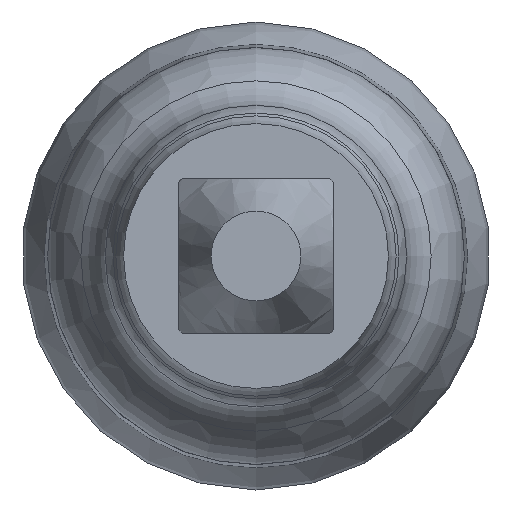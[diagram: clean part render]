
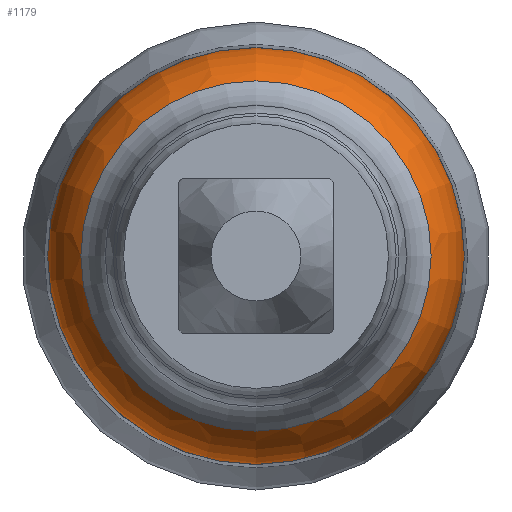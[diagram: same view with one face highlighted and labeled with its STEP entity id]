
A CAD part, left-side view. The second image highlights one B-rep face of the part: STEP entity #1179.
In plain terms, the highlighted toroidal (fillet/blend) face has major radius 0.343 mm and minor radius 0.483 mm.
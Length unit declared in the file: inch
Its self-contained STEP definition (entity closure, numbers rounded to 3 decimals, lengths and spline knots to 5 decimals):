
#50 = VERTEX_POINT ( 'NONE', #512 ) ;
#111 = EDGE_LOOP ( 'NONE', ( #250 ) ) ;
#137 = FACE_OUTER_BOUND ( 'NONE', #111, .T. ) ;
#198 = EDGE_CURVE ( 'NONE', #50, #50, #915, .T. ) ;
#233 = TOROIDAL_SURFACE ( 'NONE', #324, 0.0135, 0.019 ) ;
#238 = DIRECTION ( 'NONE',  ( -1., 0., 0. ) ) ;
#250 = ORIENTED_EDGE ( 'NONE', *, *, #425, .T. ) ;
#324 = AXIS2_PLACEMENT_3D ( 'NONE', #676, #238, #602 ) ;
#326 = FACE_OUTER_BOUND ( 'NONE', #1070, .T. ) ;
#374 = CARTESIAN_POINT ( 'NONE',  ( 0.11463, 0., 0. ) ) ;
#425 = EDGE_CURVE ( 'NONE', #1063, #1063, #785, .T. ) ;
#465 = DIRECTION ( 'NONE',  ( 0., 0., 1. ) ) ;
#477 = CARTESIAN_POINT ( 'NONE',  ( 0.10161, 0., 0. ) ) ;
#512 = CARTESIAN_POINT ( 'NONE',  ( 0.10161, 0., 0.02732 ) ) ;
#558 = DIRECTION ( 'NONE',  ( -1., 0., 0. ) ) ;
#602 = DIRECTION ( 'NONE',  ( 0., 0., 1. ) ) ;
#620 = AXIS2_PLACEMENT_3D ( 'NONE', #477, #845, #465 ) ;
#676 = CARTESIAN_POINT ( 'NONE',  ( 0.11465, 0., 0. ) ) ;
#717 = ORIENTED_EDGE ( 'NONE', *, *, #198, .F. ) ;
#785 = CIRCLE ( 'NONE', #1087, 0.0325 ) ;
#845 = DIRECTION ( 'NONE',  ( -1., 0., 0. ) ) ;
#915 = CIRCLE ( 'NONE', #620, 0.02732 ) ;
#918 = DIRECTION ( 'NONE',  ( 0., 0., 1. ) ) ;
#989 = CARTESIAN_POINT ( 'NONE',  ( 0.11463, 0., 0.0325 ) ) ;
#1063 = VERTEX_POINT ( 'NONE', #989 ) ;
#1070 = EDGE_LOOP ( 'NONE', ( #717 ) ) ;
#1087 = AXIS2_PLACEMENT_3D ( 'NONE', #374, #558, #918 ) ;
#1179 = ADVANCED_FACE ( 'NONE', ( #326, #137 ), #233, .T. ) ;
